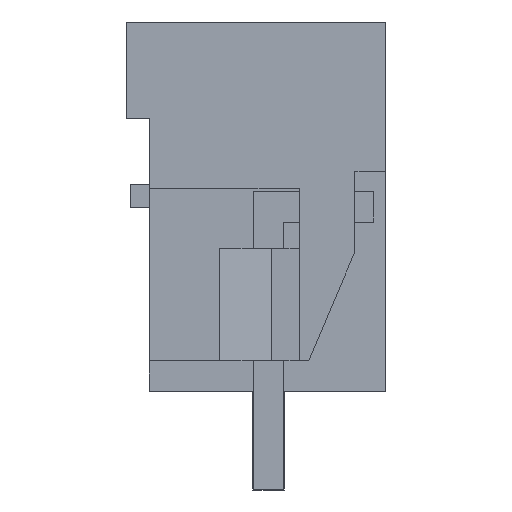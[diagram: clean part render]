
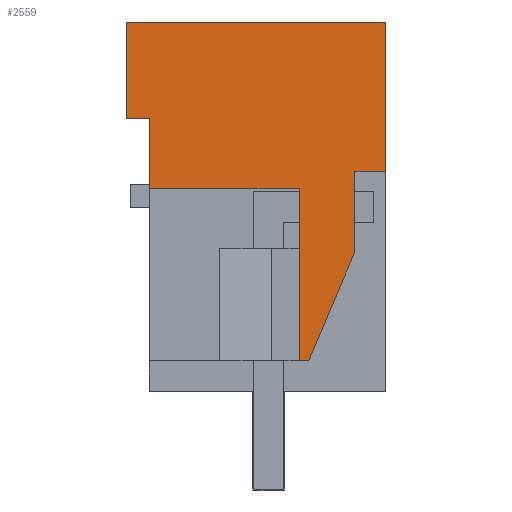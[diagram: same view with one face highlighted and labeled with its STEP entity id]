
A CAD part, left-side view. The second image highlights one B-rep face of the part: STEP entity #2559.
In plain terms, the highlighted planar face has unit normal (-1, 0, 0).
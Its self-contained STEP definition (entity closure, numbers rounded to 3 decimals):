
#2492=AXIS2_PLACEMENT_3D('Plane Axis2P3D',#2489,#2490,#2491) ;
#417=CARTESIAN_POINT('Vertex',(0.,7.68,9.8)) ;
#420=CARTESIAN_POINT('Line Origine',(0.,7.68,10.94)) ;
#424=CARTESIAN_POINT('Vertex',(0.,7.68,12.08)) ;
#2318=CARTESIAN_POINT('Vertex',(0.,2.501,4.2)) ;
#2321=CARTESIAN_POINT('Line Origine',(0.,2.655,4.2)) ;
#2325=CARTESIAN_POINT('Vertex',(0.,2.81,4.2)) ;
#2473=CARTESIAN_POINT('Vertex',(0.,2.81,9.8)) ;
#2476=CARTESIAN_POINT('Line Origine',(0.,5.245,9.8)) ;
#2489=CARTESIAN_POINT('Axis2P3D Location',(0.,8.43,1.7)) ;
#2494=CARTESIAN_POINT('Line Origine',(0.,1.752,5.968)) ;
#2498=CARTESIAN_POINT('Vertex',(0.,1.003,7.735)) ;
#2501=CARTESIAN_POINT('Line Origine',(0.,1.003,9.041)) ;
#2505=CARTESIAN_POINT('Vertex',(0.,1.003,10.346)) ;
#2508=CARTESIAN_POINT('Line Origine',(0.,0.501,10.346)) ;
#2512=CARTESIAN_POINT('Vertex',(0.,0.,10.346)) ;
#2515=CARTESIAN_POINT('Line Origine',(0.,0.,12.773)) ;
#2519=CARTESIAN_POINT('Vertex',(0.,0.,15.2)) ;
#2522=CARTESIAN_POINT('Line Origine',(0.,4.215,15.2)) ;
#2526=CARTESIAN_POINT('Vertex',(0.,8.43,15.2)) ;
#2529=CARTESIAN_POINT('Line Origine',(0.,8.43,13.64)) ;
#2533=CARTESIAN_POINT('Vertex',(0.,8.43,12.08)) ;
#2536=CARTESIAN_POINT('Line Origine',(0.,8.055,12.08)) ;
#2541=CARTESIAN_POINT('Line Origine',(0.,2.81,7.)) ;
#421=DIRECTION('Vector Direction',(0.,0.,-1.)) ;
#2322=DIRECTION('Vector Direction',(0.,1.,0.)) ;
#2477=DIRECTION('Vector Direction',(0.,1.,0.)) ;
#2490=DIRECTION('Axis2P3D Direction',(-1.,0.,0.)) ;
#2491=DIRECTION('Axis2P3D XDirection',(0.,1.,0.)) ;
#2495=DIRECTION('Vector Direction',(0.,0.39,-0.921)) ;
#2502=DIRECTION('Vector Direction',(0.,0.,-1.)) ;
#2509=DIRECTION('Vector Direction',(0.,1.,0.)) ;
#2516=DIRECTION('Vector Direction',(0.,0.,1.)) ;
#2523=DIRECTION('Vector Direction',(0.,1.,0.)) ;
#2530=DIRECTION('Vector Direction',(0.,0.,-1.)) ;
#2537=DIRECTION('Vector Direction',(0.,-1.,0.)) ;
#2542=DIRECTION('Vector Direction',(0.,0.,1.)) ;
#422=VECTOR('Line Direction',#421,1.) ;
#2323=VECTOR('Line Direction',#2322,1.) ;
#2478=VECTOR('Line Direction',#2477,1.) ;
#2496=VECTOR('Line Direction',#2495,1.) ;
#2503=VECTOR('Line Direction',#2502,1.) ;
#2510=VECTOR('Line Direction',#2509,1.) ;
#2517=VECTOR('Line Direction',#2516,1.) ;
#2524=VECTOR('Line Direction',#2523,1.) ;
#2531=VECTOR('Line Direction',#2530,1.) ;
#2538=VECTOR('Line Direction',#2537,1.) ;
#2543=VECTOR('Line Direction',#2542,1.) ;
#2547=ORIENTED_EDGE('',*,*,#2327,.F.) ;
#2548=ORIENTED_EDGE('',*,*,#2500,.F.) ;
#2549=ORIENTED_EDGE('',*,*,#2507,.F.) ;
#2550=ORIENTED_EDGE('',*,*,#2514,.F.) ;
#2551=ORIENTED_EDGE('',*,*,#2521,.T.) ;
#2552=ORIENTED_EDGE('',*,*,#2528,.T.) ;
#2553=ORIENTED_EDGE('',*,*,#2535,.T.) ;
#2554=ORIENTED_EDGE('',*,*,#2540,.T.) ;
#2555=ORIENTED_EDGE('',*,*,#426,.T.) ;
#2556=ORIENTED_EDGE('',*,*,#2480,.F.) ;
#2557=ORIENTED_EDGE('',*,*,#2545,.F.) ;
#2559=ADVANCED_FACE('HOUSING',(#2558),#2493,.T.) ;
#426=EDGE_CURVE('',#425,#418,#423,.T.) ;
#2327=EDGE_CURVE('',#2319,#2326,#2324,.T.) ;
#2480=EDGE_CURVE('',#2474,#418,#2479,.T.) ;
#2500=EDGE_CURVE('',#2499,#2319,#2497,.T.) ;
#2507=EDGE_CURVE('',#2506,#2499,#2504,.T.) ;
#2514=EDGE_CURVE('',#2513,#2506,#2511,.T.) ;
#2521=EDGE_CURVE('',#2513,#2520,#2518,.T.) ;
#2528=EDGE_CURVE('',#2520,#2527,#2525,.T.) ;
#2535=EDGE_CURVE('',#2527,#2534,#2532,.T.) ;
#2540=EDGE_CURVE('',#2534,#425,#2539,.T.) ;
#2545=EDGE_CURVE('',#2326,#2474,#2544,.T.) ;
#2546=EDGE_LOOP('',(#2547,#2548,#2549,#2550,#2551,#2552,#2553,#2554,#2555,#2556,#2557)) ;
#2558=FACE_OUTER_BOUND('',#2546,.T.) ;
#423=LINE('Line',#420,#422) ;
#2324=LINE('Line',#2321,#2323) ;
#2479=LINE('Line',#2476,#2478) ;
#2497=LINE('Line',#2494,#2496) ;
#2504=LINE('Line',#2501,#2503) ;
#2511=LINE('Line',#2508,#2510) ;
#2518=LINE('Line',#2515,#2517) ;
#2525=LINE('Line',#2522,#2524) ;
#2532=LINE('Line',#2529,#2531) ;
#2539=LINE('Line',#2536,#2538) ;
#2544=LINE('Line',#2541,#2543) ;
#2493=PLANE('',#2492) ;
#418=VERTEX_POINT('',#417) ;
#425=VERTEX_POINT('',#424) ;
#2319=VERTEX_POINT('',#2318) ;
#2326=VERTEX_POINT('',#2325) ;
#2474=VERTEX_POINT('',#2473) ;
#2499=VERTEX_POINT('',#2498) ;
#2506=VERTEX_POINT('',#2505) ;
#2513=VERTEX_POINT('',#2512) ;
#2520=VERTEX_POINT('',#2519) ;
#2527=VERTEX_POINT('',#2526) ;
#2534=VERTEX_POINT('',#2533) ;
